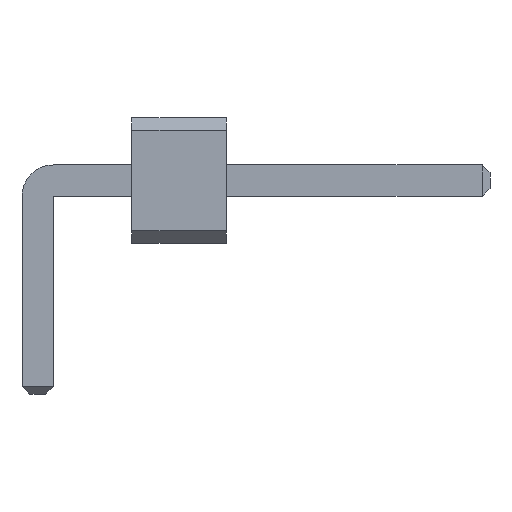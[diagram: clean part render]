
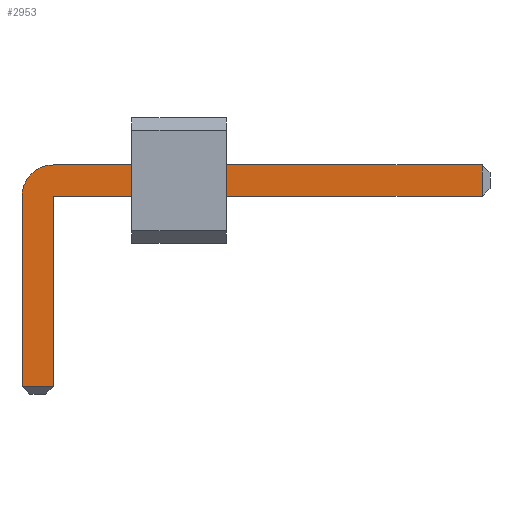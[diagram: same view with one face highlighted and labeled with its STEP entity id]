
A CAD part, front view. The second image highlights one B-rep face of the part: STEP entity #2953.
In plain terms, the highlighted planar face has unit normal (0, -1, 0).
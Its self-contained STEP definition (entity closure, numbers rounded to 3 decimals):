
#13=DIRECTION('',(0.,0.,1.));
#27=VECTOR('',#28,1.);
#28=DIRECTION('',(1.,0.,0.));
#1303=VECTOR('',#13,1.);
#1345=DIRECTION('',(0.,1.,0.));
#2767=VECTOR('',#2768,1.);
#2768=DIRECTION('',(0.,0.,-1.));
#2775=VECTOR('',#2776,1.);
#2776=DIRECTION('',(-1.,0.,0.));
#2797=DIRECTION('',(-0.,1.,0.));
#2807=VERTEX_POINT('',#2808);
#2808=CARTESIAN_POINT('',(0.25,-42.25,1.25));
#2810=ORIENTED_EDGE('',*,*,#2811,.T.);
#2811=EDGE_CURVE('',#2807,#2812,#2814,.T.);
#2812=VERTEX_POINT('',#2813);
#2813=CARTESIAN_POINT('',(7.075,-42.25,1.25));
#2814=LINE('',#2815,#27);
#2815=CARTESIAN_POINT('',(-0.25,-42.25,1.25));
#2851=EDGE_CURVE('',#2852,#2807,#2854,.T.);
#2852=VERTEX_POINT('',#2853);
#2853=CARTESIAN_POINT('',(-0.25,-42.25,0.75));
#2854=CIRCLE('',#2855,0.5);
#2855=AXIS2_PLACEMENT_3D('',#2856,#2797,#2768);
#2856=CARTESIAN_POINT('',(0.25,-42.25,0.75));
#2868=VERTEX_POINT('',#2869);
#2869=CARTESIAN_POINT('',(7.075,-42.25,0.75));
#2871=ORIENTED_EDGE('',*,*,#2872,.T.);
#2872=EDGE_CURVE('',#2868,#2873,#2874,.T.);
#2873=VERTEX_POINT('',#2856);
#2874=LINE('',#2875,#2775);
#2875=CARTESIAN_POINT('',(7.2,-42.25,0.75));
#2887=VERTEX_POINT('',#2888);
#2888=CARTESIAN_POINT('',(-0.25,-42.25,-2.275));
#2890=ORIENTED_EDGE('',*,*,#2891,.T.);
#2891=EDGE_CURVE('',#2887,#2852,#2892,.T.);
#2892=LINE('',#2893,#1303);
#2893=CARTESIAN_POINT('',(-0.25,-42.25,-2.4));
#2901=ORIENTED_EDGE('',*,*,#2902,.T.);
#2902=EDGE_CURVE('',#2873,#2903,#2905,.T.);
#2903=VERTEX_POINT('',#2904);
#2904=CARTESIAN_POINT('',(0.25,-42.25,-2.275));
#2905=LINE('',#2856,#2767);
#2953=ADVANCED_FACE('',(#2954),#2963,.F.);
#2954=FACE_BOUND('',#2955,.F.);
#2955=EDGE_LOOP('',(#2810,#2956,#2871,#2901,#2959,#2890,#2962));
#2956=ORIENTED_EDGE('',*,*,#2957,.T.);
#2957=EDGE_CURVE('',#2812,#2868,#2958,.T.);
#2958=LINE('',#2813,#2767);
#2959=ORIENTED_EDGE('',*,*,#2960,.T.);
#2960=EDGE_CURVE('',#2903,#2887,#2961,.T.);
#2961=LINE('',#2904,#2775);
#2962=ORIENTED_EDGE('',*,*,#2851,.T.);
#2963=PLANE('',#2964);
#2964=AXIS2_PLACEMENT_3D('',#2965,#1345,#13);
#2965=CARTESIAN_POINT('',(2.489,-42.25,0.411));
